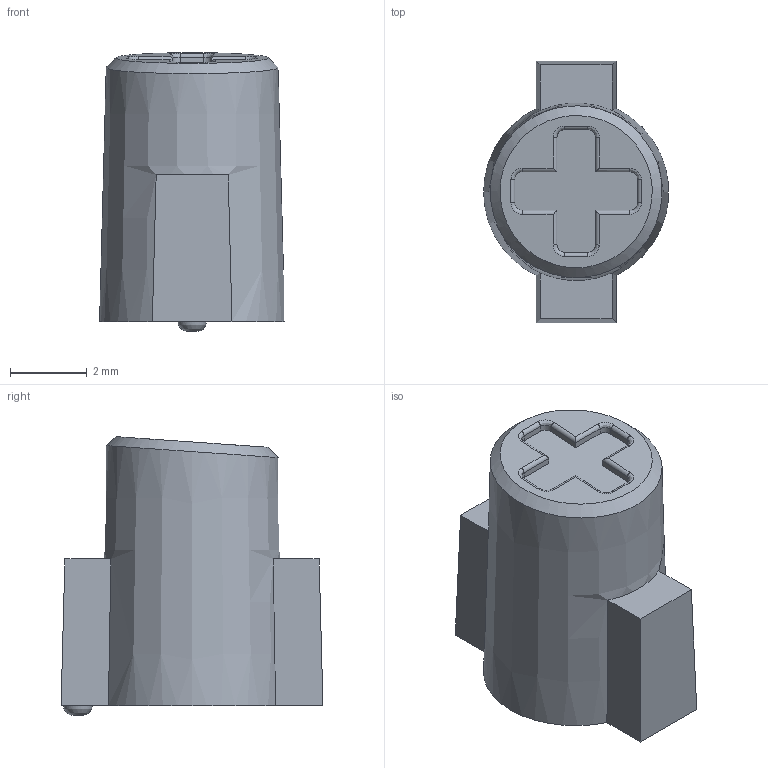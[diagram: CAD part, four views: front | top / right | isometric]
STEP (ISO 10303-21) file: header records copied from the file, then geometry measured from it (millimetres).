
FILE_DESCRIPTION(/* description */ (''),/* implementation_level */ '2;1');
FILE_NAME(/* name */ 'PlusButton.step',/* time_stamp */ '2024-09-28T17:17:03-07:00',/* author */ (''),/* organization */ (''),/* preprocessor_version */ 'ST-DEVELOPER v20',/* originating_system */ 'Autodesk Translation Framework v13.20.0.188',/* authorisation */ '');
FILE_SCHEMA (('AUTOMOTIVE_DESIGN { 1 0 10303 214 3 1 1 }'));
Length unit declared in the file: millimetre
Products named in the file (1): PlusButton
Bounding box: 4.82 x 6.83 x 7.26 mm (x, y, z)
Volume: 127.2 mm3; surface area: 168.4 mm2
Topology: 1 solids, 1 shells, 66 faces, 167 edges, 106 vertices
Faces by surface type: plane 31, cylinder 20, bspline 10, cone 5
Entity records: 2254 total; most frequent: CARTESIAN_POINT 642, ORIENTED_EDGE 334, DIRECTION 328, EDGE_CURVE 167, AXIS2_PLACEMENT_3D 119, VERTEX_POINT 106, LINE 90, VECTOR 90
